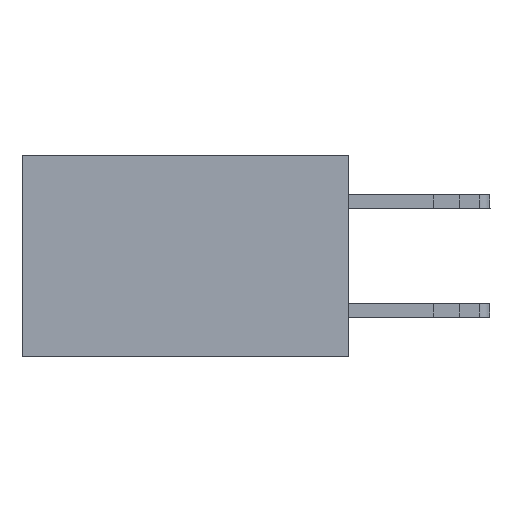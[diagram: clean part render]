
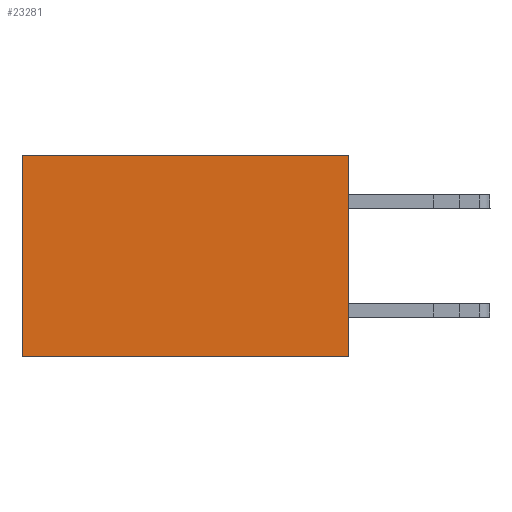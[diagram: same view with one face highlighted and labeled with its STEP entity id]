
A CAD part, left-side view. The second image highlights one B-rep face of the part: STEP entity #23281.
In plain terms, the highlighted planar face has unit normal (-1, 0, 0).
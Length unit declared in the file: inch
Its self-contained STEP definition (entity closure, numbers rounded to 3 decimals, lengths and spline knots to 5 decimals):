
#144 = LINE ( 'NONE', #22402, #9930 ) ;
#502 = DIRECTION ( 'NONE',  ( 0., 0., -1. ) ) ;
#962 = CARTESIAN_POINT ( 'NONE',  ( 0.2615, 0., -0.37 ) ) ;
#1090 = DIRECTION ( 'NONE',  ( 0., 1., 0. ) ) ;
#1350 = EDGE_CURVE ( 'NONE', #9419, #6500, #16774, .T. ) ;
#1351 = CARTESIAN_POINT ( 'NONE',  ( 0.2615, 0., 0. ) ) ;
#1456 = ORIENTED_EDGE ( 'NONE', *, *, #1350, .T. ) ;
#1618 = EDGE_LOOP ( 'NONE', ( #1456, #10057, #14412, #9106 ) ) ;
#2087 = CARTESIAN_POINT ( 'NONE',  ( 0.2615, 0.6, -0.37 ) ) ;
#5740 = DIRECTION ( 'NONE',  ( 0., 0., -1. ) ) ;
#6500 = VERTEX_POINT ( 'NONE', #20034 ) ;
#6804 = CARTESIAN_POINT ( 'NONE',  ( 0.2615, 0., -0.37 ) ) ;
#6821 = LINE ( 'NONE', #1351, #15829 ) ;
#8255 = VECTOR ( 'NONE', #1090, 39.37008 ) ;
#8674 = AXIS2_PLACEMENT_3D ( 'NONE', #19458, #19947, #19716 ) ;
#9106 = ORIENTED_EDGE ( 'NONE', *, *, #13301, .T. ) ;
#9419 = VERTEX_POINT ( 'NONE', #19020 ) ;
#9772 = CARTESIAN_POINT ( 'NONE',  ( 0.2615, 0., 0. ) ) ;
#9930 = VECTOR ( 'NONE', #502, 39.37008 ) ;
#9999 = EDGE_CURVE ( 'NONE', #22228, #6500, #16146, .T. ) ;
#10057 = ORIENTED_EDGE ( 'NONE', *, *, #9999, .F. ) ;
#12997 = EDGE_CURVE ( 'NONE', #14736, #22228, #144, .T. ) ;
#13301 = EDGE_CURVE ( 'NONE', #14736, #9419, #6821, .T. ) ;
#14312 = DIRECTION ( 'NONE',  ( 0., 1., 0. ) ) ;
#14330 = FACE_OUTER_BOUND ( 'NONE', #1618, .T. ) ;
#14412 = ORIENTED_EDGE ( 'NONE', *, *, #12997, .F. ) ;
#14736 = VERTEX_POINT ( 'NONE', #9772 ) ;
#15829 = VECTOR ( 'NONE', #14312, 39.37008 ) ;
#16146 = LINE ( 'NONE', #6804, #8255 ) ;
#16774 = LINE ( 'NONE', #2087, #17840 ) ;
#17840 = VECTOR ( 'NONE', #5740, 39.37008 ) ;
#17880 = PLANE ( 'NONE',  #8674 ) ;
#19020 = CARTESIAN_POINT ( 'NONE',  ( 0.2615, 0.6, 0. ) ) ;
#19458 = CARTESIAN_POINT ( 'NONE',  ( 0.2615, 0., -0.37 ) ) ;
#19716 = DIRECTION ( 'NONE',  ( 0., 0., -1. ) ) ;
#19947 = DIRECTION ( 'NONE',  ( 1., 0., 0. ) ) ;
#20034 = CARTESIAN_POINT ( 'NONE',  ( 0.2615, 0.6, -0.37 ) ) ;
#22228 = VERTEX_POINT ( 'NONE', #962 ) ;
#22402 = CARTESIAN_POINT ( 'NONE',  ( 0.2615, 0., -0.37 ) ) ;
#23281 = ADVANCED_FACE ( 'NONE', ( #14330 ), #17880, .F. ) ;
